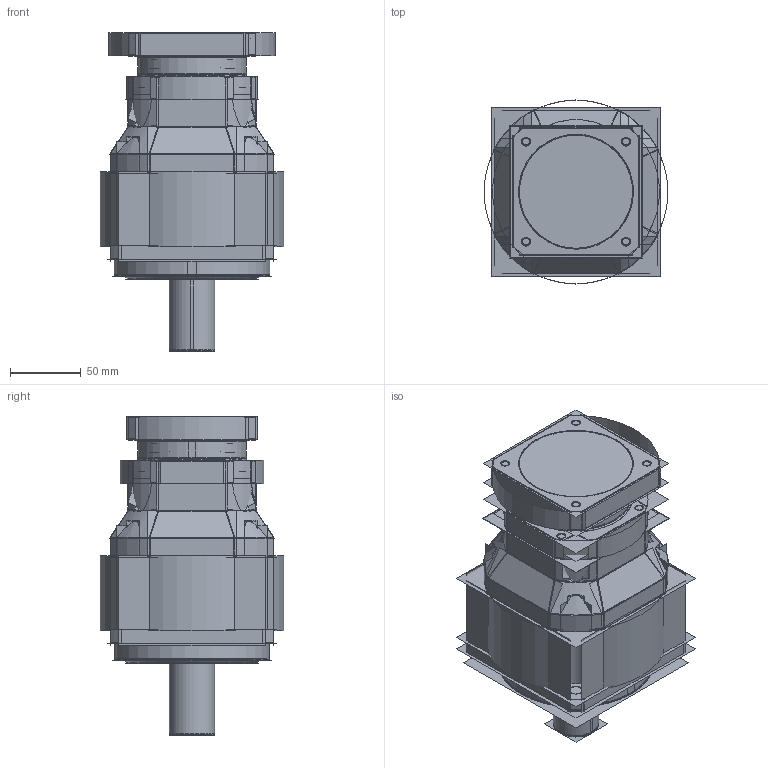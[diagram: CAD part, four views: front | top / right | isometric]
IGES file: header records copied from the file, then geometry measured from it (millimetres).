
Start section:  PTC IGES file: ab1152-p4130303.igs
Global section: file name: ab1152-p4130303.igs; native system: Pro/ENGINEER by Parametric Technology Corporation; preprocessor: 2006170; author: d00280; organization: Unknown; date: 20080221.154241; units: millimetre
Bounding box: 130 x 130 x 225.95 mm (x, y, z)
Surface area: 528176.3 mm2 (no closed solid volume)
Topology: 0 solids, 0 shells, 942 faces, 12615 edges, 16676 vertices
Faces by surface type: revolution 722, bspline 220
